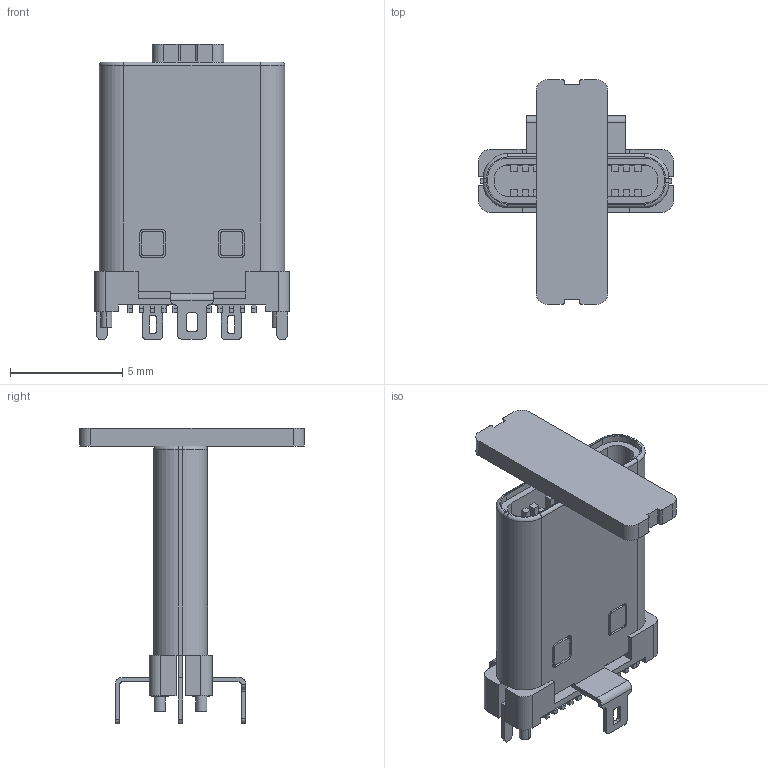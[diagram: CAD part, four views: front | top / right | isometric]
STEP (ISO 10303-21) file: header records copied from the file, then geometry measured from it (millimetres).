
FILE_DESCRIPTION (( 'STEP AP214' ), '1' );
FILE_NAME ('USB-C-SMD_TYPE-C-USB-3.step', '2022-07-15T09:26:15', ( '' ), ( '' ), 'SwSTEP 2.0', 'SolidWorks 2020', '' );
FILE_SCHEMA (( 'AUTOMOTIVE_DESIGN' ));
Length unit declared in the file: millimetre
Products named in the file (1): USB-C-SMD_TYPE-C-USB-3
Bounding box: 8.66 x 10 x 13.16 mm (x, y, z)
Volume: 168.7 mm3; surface area: 748.6 mm2
Topology: 22 solids, 22 shells, 892 faces, 2357 edges, 1566 vertices
Faces by surface type: plane 644, cylinder 132, bspline 112, torus 4
Entity records: 38406 total; most frequent: CARTESIAN_POINT 6920, ORIENTED_EDGE 4714, DIRECTION 3963, EDGE_CURVE 2357, VECTOR 1857, LINE 1857, VERTEX_POINT 1566, AXIS2_PLACEMENT_3D 1053
